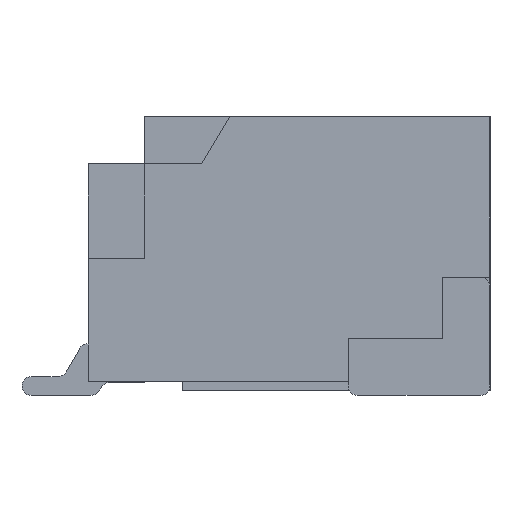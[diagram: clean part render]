
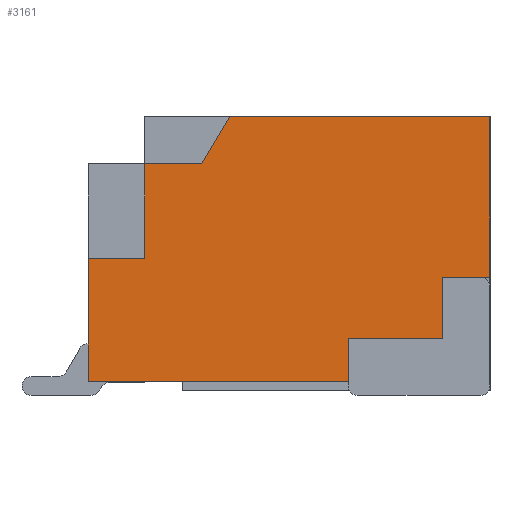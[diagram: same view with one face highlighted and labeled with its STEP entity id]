
A CAD part, left-side view. The second image highlights one B-rep face of the part: STEP entity #3161.
In plain terms, the highlighted planar face has unit normal (-1, 0, 0).
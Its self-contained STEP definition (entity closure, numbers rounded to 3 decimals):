
#3161=ADVANCED_FACE('',(#7170),#7172,.T.);
#7170=FACE_BOUND('',#7171,.T.);
#7171=EDGE_LOOP('',(#10459,#10460,#10461,#10462,#10463,#10464,#10465,#10466,#10467,
#10468,#10469,#10470));
#7172=PLANE('',#7173);
#7173=AXIS2_PLACEMENT_3D('',#7174,#7175,#7176);
#7174=CARTESIAN_POINT('',(-1.5,0.,0.));
#7175=DIRECTION('',(-1.,0.,0.));
#7176=DIRECTION('',(0.,0.,1.));
#10459=ORIENTED_EDGE('',*,*,#12605,.T.);
#10460=ORIENTED_EDGE('',*,*,#12606,.T.);
#10461=ORIENTED_EDGE('',*,*,#12607,.T.);
#10462=ORIENTED_EDGE('',*,*,#12502,.T.);
#10463=ORIENTED_EDGE('',*,*,#12608,.T.);
#10464=ORIENTED_EDGE('',*,*,#12609,.T.);
#10465=ORIENTED_EDGE('',*,*,#12610,.T.);
#10466=ORIENTED_EDGE('',*,*,#12611,.T.);
#10467=ORIENTED_EDGE('',*,*,#12478,.T.);
#10468=ORIENTED_EDGE('',*,*,#12604,.T.);
#10469=ORIENTED_EDGE('',*,*,#12612,.T.);
#10470=ORIENTED_EDGE('',*,*,#12613,.T.);
#12478=EDGE_CURVE('',#14610,#14608,#14611,.T.);
#12502=EDGE_CURVE('',#14657,#14655,#14658,.T.);
#12604=EDGE_CURVE('',#14608,#14849,#14851,.T.);
#12605=EDGE_CURVE('',#14852,#14853,#14854,.F.);
#12606=EDGE_CURVE('',#14853,#14855,#14856,.F.);
#12607=EDGE_CURVE('',#14855,#14657,#14857,.T.);
#12608=EDGE_CURVE('',#14655,#14858,#14859,.F.);
#12609=EDGE_CURVE('',#14858,#14860,#14861,.F.);
#12610=EDGE_CURVE('',#14860,#14862,#14863,.F.);
#12611=EDGE_CURVE('',#14862,#14610,#14864,.F.);
#12612=EDGE_CURVE('',#14849,#14865,#14866,.F.);
#12613=EDGE_CURVE('',#14865,#14852,#14867,.F.);
#14608=VERTEX_POINT('',#19124);
#14610=VERTEX_POINT('',#19128);
#14611=LINE('',#19129,#19130);
#14655=VERTEX_POINT('',#19219);
#14657=VERTEX_POINT('',#19223);
#14658=LINE('',#19224,#19225);
#14849=VERTEX_POINT('',#19617);
#14851=LINE('',#19621,#19622);
#14852=VERTEX_POINT('',#19624);
#14853=VERTEX_POINT('',#19625);
#14854=LINE('',#19626,#19627);
#14855=VERTEX_POINT('',#19629);
#14856=LINE('',#19630,#19631);
#14857=LINE('',#19633,#19634);
#14858=VERTEX_POINT('',#19636);
#14859=LINE('',#19637,#19638);
#14860=VERTEX_POINT('',#19640);
#14861=LINE('',#19641,#19642);
#14862=VERTEX_POINT('',#19644);
#14863=LINE('',#19645,#19646);
#14864=LINE('',#19648,#19649);
#14865=VERTEX_POINT('',#19651);
#14866=LINE('',#19652,#19653);
#14867=LINE('',#19655,#19656);
#19124=CARTESIAN_POINT('',(-1.5,-4.25,2.9));
#19128=CARTESIAN_POINT('',(-1.5,-4.25,1.2));
#19129=CARTESIAN_POINT('',(-1.5,-4.25,1.2));
#19130=VECTOR('',#19131,1.);
#19131=DIRECTION('',(0.,0.,1.));
#19219=CARTESIAN_POINT('',(-1.5,-2.75,0.1));
#19223=CARTESIAN_POINT('',(-1.5,0.,0.1));
#19224=CARTESIAN_POINT('',(-1.5,0.,0.1));
#19225=VECTOR('',#19226,1.);
#19226=DIRECTION('',(0.,-1.,0.));
#19617=CARTESIAN_POINT('',(-1.5,-1.5,2.9));
#19621=CARTESIAN_POINT('',(-1.5,-4.25,2.9));
#19622=VECTOR('',#19623,1.);
#19623=DIRECTION('',(0.,1.,0.));
#19624=CARTESIAN_POINT('',(-1.5,-0.6,2.4));
#19625=CARTESIAN_POINT('',(-1.5,-0.6,1.4));
#19626=CARTESIAN_POINT('',(-1.5,-0.6,1.4));
#19627=VECTOR('',#19628,1.);
#19628=DIRECTION('',(0.,0.,1.));
#19629=CARTESIAN_POINT('',(-1.5,0.,1.4));
#19630=CARTESIAN_POINT('',(-1.5,0.,1.4));
#19631=VECTOR('',#19632,1.);
#19632=DIRECTION('',(0.,-1.,0.));
#19633=CARTESIAN_POINT('',(-1.5,0.,1.4));
#19634=VECTOR('',#19635,1.);
#19635=DIRECTION('',(0.,0.,-1.));
#19636=CARTESIAN_POINT('',(-1.5,-2.75,0.55));
#19637=CARTESIAN_POINT('',(-1.5,-2.75,0.55));
#19638=VECTOR('',#19639,1.);
#19639=DIRECTION('',(0.,0.,-1.));
#19640=CARTESIAN_POINT('',(-1.5,-3.75,0.55));
#19641=CARTESIAN_POINT('',(-1.5,-3.75,0.55));
#19642=VECTOR('',#19643,1.);
#19643=DIRECTION('',(0.,1.,0.));
#19644=CARTESIAN_POINT('',(-1.5,-3.75,1.2));
#19645=CARTESIAN_POINT('',(-1.5,-3.75,1.2));
#19646=VECTOR('',#19647,1.);
#19647=DIRECTION('',(0.,0.,-1.));
#19648=CARTESIAN_POINT('',(-1.5,-4.25,1.2));
#19649=VECTOR('',#19650,1.);
#19650=DIRECTION('',(0.,1.,0.));
#19651=CARTESIAN_POINT('',(-1.5,-1.2,2.4));
#19652=CARTESIAN_POINT('',(-1.5,-1.2,2.4));
#19653=VECTOR('',#19654,1.);
#19654=DIRECTION('',(0.,-0.514,0.857));
#19655=CARTESIAN_POINT('',(-1.5,-0.6,2.4));
#19656=VECTOR('',#19657,1.);
#19657=DIRECTION('',(0.,-1.,0.));
